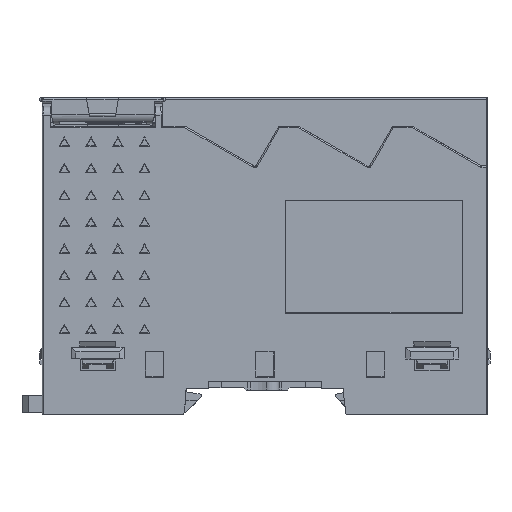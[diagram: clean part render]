
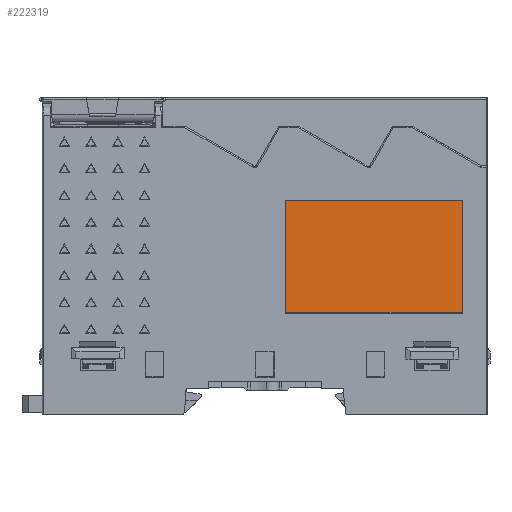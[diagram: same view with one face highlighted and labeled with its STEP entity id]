
A CAD part, left-side view. The second image highlights one B-rep face of the part: STEP entity #222319.
In plain terms, the highlighted planar face has unit normal (-1, 0, 0).
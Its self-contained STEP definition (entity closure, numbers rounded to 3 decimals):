
#79102=DIRECTION('',(0.,-1.,0.));
#79103=VECTOR('',#79102,39.6);
#79104=CARTESIAN_POINT('',(-31.75,-4.864,42.064));
#79105=LINE('',#79104,#79103);
#79114=DIRECTION('',(0.,0.,1.));
#79115=VECTOR('',#79114,25.);
#79116=CARTESIAN_POINT('',(-31.75,-44.464,17.064));
#79117=LINE('',#79116,#79115);
#79126=DIRECTION('',(0.,-1.,0.));
#79127=VECTOR('',#79126,39.6);
#79128=CARTESIAN_POINT('',(-31.75,-4.864,17.064));
#79129=LINE('',#79128,#79127);
#79130=DIRECTION('',(0.,0.,-1.));
#79131=VECTOR('',#79130,25.);
#79132=CARTESIAN_POINT('',(-31.75,-4.864,42.064));
#79133=LINE('',#79132,#79131);
#104945=CARTESIAN_POINT('',(-31.75,-4.864,42.064));
#104946=CARTESIAN_POINT('',(-31.75,-44.464,42.064));
#104947=VERTEX_POINT('',#104945);
#104948=VERTEX_POINT('',#104946);
#104949=CARTESIAN_POINT('',(-31.75,-44.464,17.064));
#104950=VERTEX_POINT('',#104949);
#104951=CARTESIAN_POINT('',(-31.75,-4.864,17.064));
#104952=VERTEX_POINT('',#104951);
#222305=CARTESIAN_POINT('',(-31.75,-24.664,29.564));
#222306=DIRECTION('',(1.,0.,0.));
#222307=DIRECTION('',(0.,0.,1.));
#222308=AXIS2_PLACEMENT_3D('',#222305,#222306,#222307);
#222309=PLANE('',#222308);
#222311=ORIENTED_EDGE('',*,*,#222310,.F.);
#222313=ORIENTED_EDGE('',*,*,#222312,.F.);
#222315=ORIENTED_EDGE('',*,*,#222314,.F.);
#222316=ORIENTED_EDGE('',*,*,#222295,.T.);
#222317=EDGE_LOOP('',(#222311,#222313,#222315,#222316));
#222318=FACE_OUTER_BOUND('',#222317,.F.);
#222319=ADVANCED_FACE('',(#222318),#222309,.F.);
#222295=EDGE_CURVE('',#104947,#104948,#79105,.T.);
#222310=EDGE_CURVE('',#104950,#104948,#79117,.T.);
#222312=EDGE_CURVE('',#104952,#104950,#79129,.T.);
#222314=EDGE_CURVE('',#104947,#104952,#79133,.T.);
